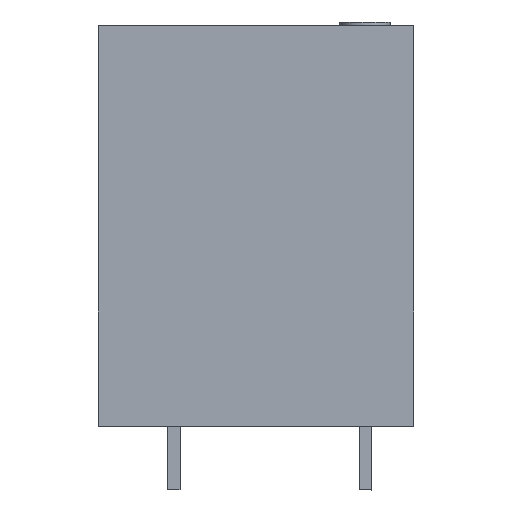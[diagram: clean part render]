
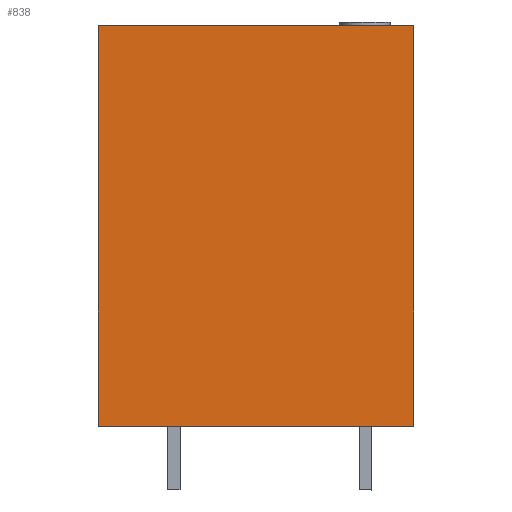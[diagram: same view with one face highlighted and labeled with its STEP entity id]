
A CAD part, left-side view. The second image highlights one B-rep face of the part: STEP entity #838.
In plain terms, the highlighted planar face has unit normal (-1, 0, 0).
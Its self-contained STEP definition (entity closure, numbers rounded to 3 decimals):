
#818=AXIS2_PLACEMENT_3D('Plane Axis2P3D',#815,#816,#817) ;
#97=CARTESIAN_POINT('Vertex',(0.,0.,5.)) ;
#100=CARTESIAN_POINT('Line Origine',(0.,12.35,5.)) ;
#104=CARTESIAN_POINT('Vertex',(0.,24.7,5.)) ;
#443=CARTESIAN_POINT('Line Origine',(0.,0.,20.65)) ;
#447=CARTESIAN_POINT('Vertex',(0.,0.,36.3)) ;
#815=CARTESIAN_POINT('Axis2P3D Location',(0.,24.7,0.)) ;
#820=CARTESIAN_POINT('Line Origine',(0.,24.7,20.65)) ;
#824=CARTESIAN_POINT('Vertex',(0.,24.7,36.3)) ;
#827=CARTESIAN_POINT('Line Origine',(0.,12.35,36.3)) ;
#101=DIRECTION('Vector Direction',(0.,-1.,0.)) ;
#444=DIRECTION('Vector Direction',(0.,0.,1.)) ;
#816=DIRECTION('Axis2P3D Direction',(-1.,0.,0.)) ;
#817=DIRECTION('Axis2P3D XDirection',(0.,-1.,0.)) ;
#821=DIRECTION('Vector Direction',(0.,0.,-1.)) ;
#828=DIRECTION('Vector Direction',(0.,-1.,0.)) ;
#102=VECTOR('Line Direction',#101,1.) ;
#445=VECTOR('Line Direction',#444,1.) ;
#822=VECTOR('Line Direction',#821,1.) ;
#829=VECTOR('Line Direction',#828,1.) ;
#833=ORIENTED_EDGE('',*,*,#826,.T.) ;
#834=ORIENTED_EDGE('',*,*,#106,.T.) ;
#835=ORIENTED_EDGE('',*,*,#449,.T.) ;
#836=ORIENTED_EDGE('',*,*,#831,.T.) ;
#838=ADVANCED_FACE('HOUSING',(#837),#819,.T.) ;
#106=EDGE_CURVE('',#105,#98,#103,.T.) ;
#449=EDGE_CURVE('',#98,#448,#446,.T.) ;
#826=EDGE_CURVE('',#825,#105,#823,.T.) ;
#831=EDGE_CURVE('',#448,#825,#830,.F.) ;
#832=EDGE_LOOP('',(#833,#834,#835,#836)) ;
#837=FACE_OUTER_BOUND('',#832,.T.) ;
#103=LINE('Line',#100,#102) ;
#446=LINE('Line',#443,#445) ;
#823=LINE('Line',#820,#822) ;
#830=LINE('Line',#827,#829) ;
#819=PLANE('',#818) ;
#98=VERTEX_POINT('',#97) ;
#105=VERTEX_POINT('',#104) ;
#448=VERTEX_POINT('',#447) ;
#825=VERTEX_POINT('',#824) ;
